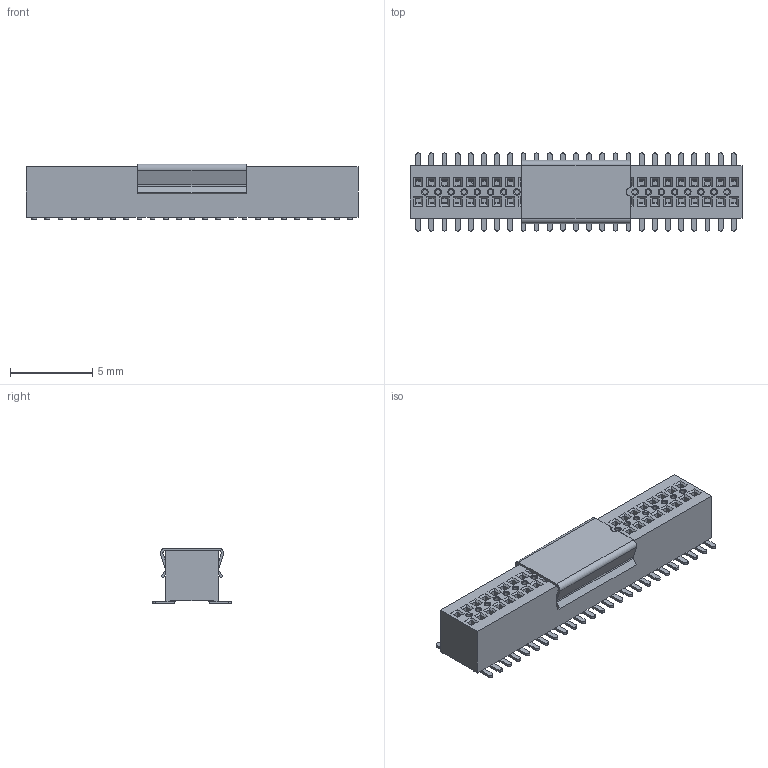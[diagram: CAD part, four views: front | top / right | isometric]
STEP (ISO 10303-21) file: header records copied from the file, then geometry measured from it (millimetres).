
FILE_DESCRIPTION( ('This file contains a STEP AP42 implementation' ,'as created by ZW3D STEP Interface translator.') ,'2;1' );
FILE_NAME( '2631-2XXMXXXTNR1.stp' ,'23 411.165017', (''), ('ZWCAD Software Co.'), 'Version 1.0', 'ZW3D to STEP translator', '' );
FILE_SCHEMA(('AUTOMOTIVE_DESIGN { 1 0 10303 214 1 1 1 1 }'));
Length unit declared in the file: millimetre
Products named in the file (1): 0
Bounding box: 20.2 x 4.76 x 3.4 mm (x, y, z)
Volume: 174.1 mm3; surface area: 807.8 mm2
Topology: 1 solids, 47 shells, 3053 faces, 7910 edges, 4947 vertices
Faces by surface type: plane 2474, cylinder 555, cone 24
Full cylindrical faces by diameter (mm): 0.3 x48
Entity records: 95237 total; most frequent: CARTESIAN_POINT 16362, ORIENTED_EDGE 16022, DIRECTION 15341, EDGE_CURVE 8011, VECTOR 6589, LINE 6589, VERTEX_POINT 4947, AXIS2_PLACEMENT_3D 4376
